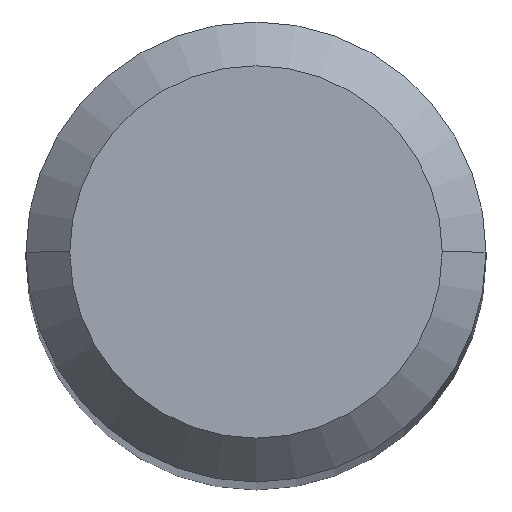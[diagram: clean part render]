
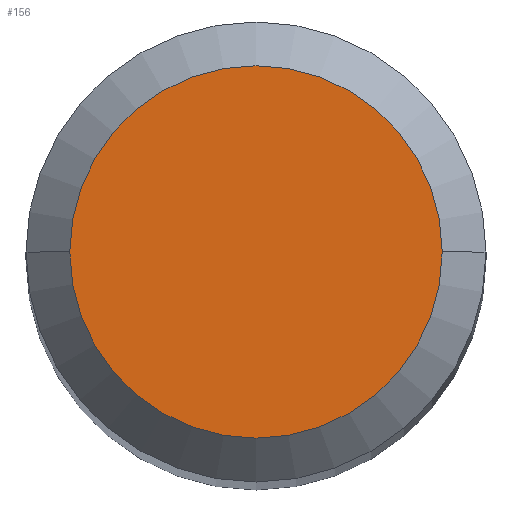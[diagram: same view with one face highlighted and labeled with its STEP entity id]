
A CAD part, top view. The second image highlights one B-rep face of the part: STEP entity #156.
In plain terms, the highlighted planar face has unit normal (0, 0, 1).
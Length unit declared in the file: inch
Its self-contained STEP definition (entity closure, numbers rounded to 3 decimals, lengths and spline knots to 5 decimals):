
#1 = DIRECTION ( 'NONE',  ( 1., 0., 0. ) ) ;
#62 = EDGE_CURVE ( 'NONE', #220, #89, #108, .T. ) ;
#66 = FACE_OUTER_BOUND ( 'NONE', #333, .T. ) ;
#89 = VERTEX_POINT ( 'NONE', #339 ) ;
#96 = ORIENTED_EDGE ( 'NONE', *, *, #222, .T. ) ;
#98 = CARTESIAN_POINT ( 'NONE',  ( 0.06374, 0., 1.9685 ) ) ;
#105 = CARTESIAN_POINT ( 'NONE',  ( 0., 0., 1.9685 ) ) ;
#108 = CIRCLE ( 'NONE', #190, 0.06374 ) ;
#132 = DIRECTION ( 'NONE',  ( 1., 0., 0. ) ) ;
#133 = CARTESIAN_POINT ( 'NONE',  ( 0., 0., 1.9685 ) ) ;
#154 = CIRCLE ( 'NONE', #201, 0.06374 ) ;
#156 = ADVANCED_FACE ( 'NONE', ( #66 ), #286, .T. ) ;
#159 = CARTESIAN_POINT ( 'NONE',  ( 0., 0., 1.9685 ) ) ;
#190 = AXIS2_PLACEMENT_3D ( 'NONE', #159, #303, #1 ) ;
#201 = AXIS2_PLACEMENT_3D ( 'NONE', #105, #246, #132 ) ;
#220 = VERTEX_POINT ( 'NONE', #98 ) ;
#222 = EDGE_CURVE ( 'NONE', #89, #220, #154, .T. ) ;
#241 = DIRECTION ( 'NONE',  ( 0., 0., 1. ) ) ;
#246 = DIRECTION ( 'NONE',  ( 0., 0., 1. ) ) ;
#286 = PLANE ( 'NONE',  #358 ) ;
#299 = ORIENTED_EDGE ( 'NONE', *, *, #62, .T. ) ;
#303 = DIRECTION ( 'NONE',  ( 0., 0., 1. ) ) ;
#315 = DIRECTION ( 'NONE',  ( 1., 0., 0. ) ) ;
#333 = EDGE_LOOP ( 'NONE', ( #96, #299 ) ) ;
#339 = CARTESIAN_POINT ( 'NONE',  ( -0.06374, 0., 1.9685 ) ) ;
#358 = AXIS2_PLACEMENT_3D ( 'NONE', #133, #241, #315 ) ;
